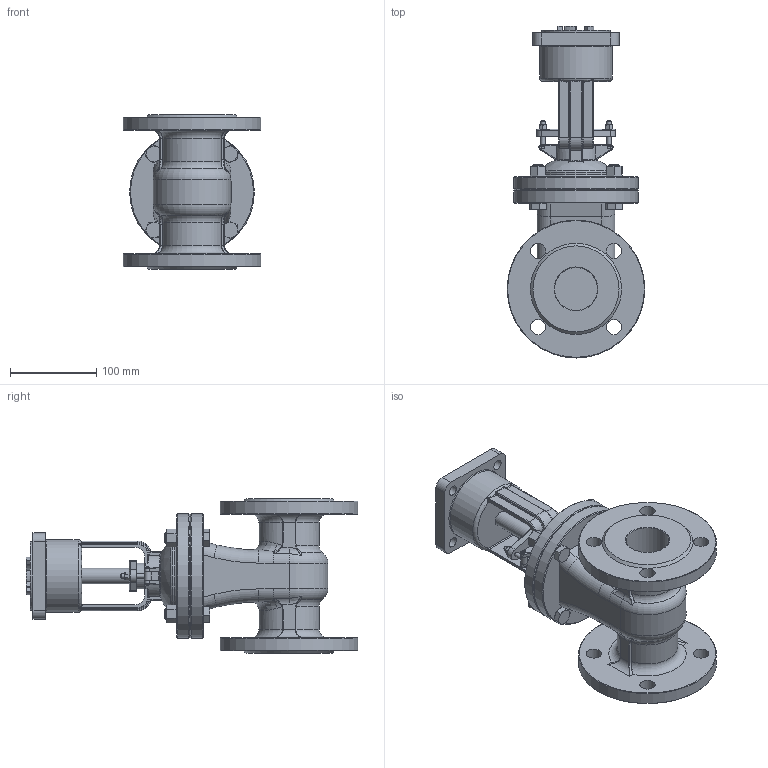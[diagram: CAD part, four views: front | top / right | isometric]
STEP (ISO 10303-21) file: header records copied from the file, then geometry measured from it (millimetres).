
FILE_DESCRIPTION(/* description */ (''),/* implementation_level */ '2;1');
FILE_NAME(/* name */ 'DN50_3D_STEP.stp',/* time_stamp */ '2024-02-09T22:34:06+03:00',/* author */ ('igorr'),/* organization */ (''),/* preprocessor_version */ 'ST-DEVELOPER v19.2',/* originating_system */ 'Autodesk Inventor 2023',/* authorisation */ '');
FILE_SCHEMA (('AUTOMOTIVE_DESIGN { 1 0 10303 214 3 1 1 }'));
Length unit declared in the file: millimetre
Products named in the file (5): Сборка; Деталь1; AS 1110 - M12 x 45; ANSI B18.2.4.2M - M12x1,75; ANSI B18.2.4.2M - M5x0,8
Assembly tree (11 placements, depth 2):
  Сборка
    Деталь1
    AS 1110 - M12 x 45  x4
    ANSI B18.2.4.2M - M12x1,75  x4
    ANSI B18.2.4.2M - M5x0,8  x2
Bounding box: 160 x 385.75 x 180 mm (x, y, z)
Volume: 2546000.7 mm3; surface area: 317750.5 mm2
Topology: 11 solids, 11 shells, 753 faces, 1800 edges, 1067 vertices
Faces by surface type: plane 270, cylinder 184, cone 126, bspline 117, torus 51, sphere 5
Full cylindrical faces by diameter (mm): 3 x4, 4.134 x2, 5 x4, 8 x2, 10.106 x4, 12 x16, 18 x13, 20 x1, 30 x1, 32 x1, 50 x3, 70 x1, 80 x1, 84.405 x1, 90 x2, 145 x2, 160 x2
Entity records: 22241 total; most frequent: CARTESIAN_POINT 8377, ORIENTED_EDGE 2826, DIRECTION 2567, EDGE_CURVE 1413, AXIS2_PLACEMENT_3D 1011, VERTEX_POINT 859, EDGE_LOOP 672, FACE_OUTER_BOUND 589
